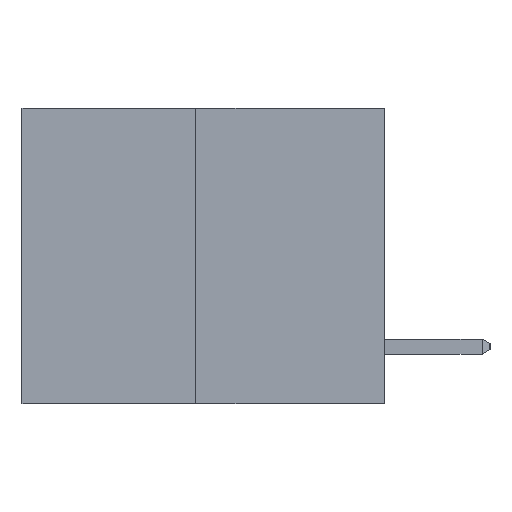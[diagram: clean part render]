
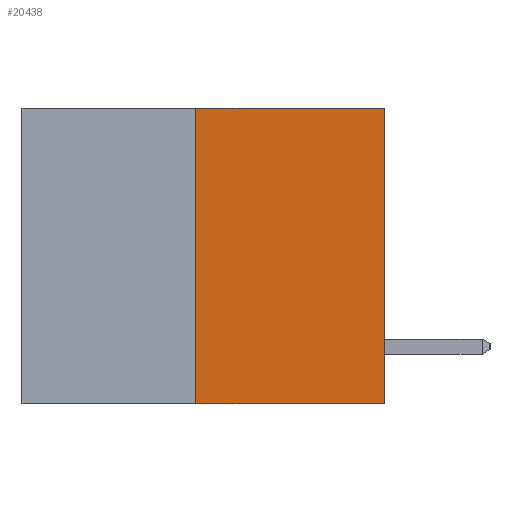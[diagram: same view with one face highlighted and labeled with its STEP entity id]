
A CAD part, left-side view. The second image highlights one B-rep face of the part: STEP entity #20438.
In plain terms, the highlighted planar face has unit normal (-1, 0, 0).
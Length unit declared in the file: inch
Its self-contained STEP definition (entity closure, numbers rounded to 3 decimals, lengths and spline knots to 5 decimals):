
#1127 = ORIENTED_EDGE ( 'NONE', *, *, #18078, .T. ) ;
#1668 = CARTESIAN_POINT ( 'NONE',  ( 0., 0.312, -0.49 ) ) ;
#1714 = EDGE_CURVE ( 'NONE', #1869, #20868, #19394, .T. ) ;
#1869 = VERTEX_POINT ( 'NONE', #16647 ) ;
#2759 = CARTESIAN_POINT ( 'NONE',  ( 0., 0.6, 0. ) ) ;
#3794 = CARTESIAN_POINT ( 'NONE',  ( 0., 0., 0. ) ) ;
#4475 = EDGE_LOOP ( 'NONE', ( #6095, #26003, #1127, #18752 ) ) ;
#5523 = DIRECTION ( 'NONE',  ( 0., 0., 1. ) ) ;
#6060 = VECTOR ( 'NONE', #21835, 39.37008 ) ;
#6095 = ORIENTED_EDGE ( 'NONE', *, *, #1714, .F. ) ;
#8994 = DIRECTION ( 'NONE',  ( 0., 0., -1. ) ) ;
#9089 = VERTEX_POINT ( 'NONE', #13096 ) ;
#13096 = CARTESIAN_POINT ( 'NONE',  ( 0., 0., -0.49 ) ) ;
#13868 = VECTOR ( 'NONE', #15345, 39.37008 ) ;
#13876 = FACE_OUTER_BOUND ( 'NONE', #4475, .T. ) ;
#14436 = EDGE_CURVE ( 'NONE', #1869, #9089, #19406, .T. ) ;
#15090 = PLANE ( 'NONE',  #17559 ) ;
#15345 = DIRECTION ( 'NONE',  ( 0., -1., 0. ) ) ;
#16301 = EDGE_CURVE ( 'NONE', #20868, #18139, #18451, .T. ) ;
#16647 = CARTESIAN_POINT ( 'NONE',  ( 0., 0.312, -0.49 ) ) ;
#16782 = CARTESIAN_POINT ( 'NONE',  ( 0., 0., 0. ) ) ;
#16914 = LINE ( 'NONE', #3794, #18857 ) ;
#17271 = DIRECTION ( 'NONE',  ( 1., 0., 0. ) ) ;
#17559 = AXIS2_PLACEMENT_3D ( 'NONE', #2759, #17271, #8994 ) ;
#18078 = EDGE_CURVE ( 'NONE', #9089, #18139, #16914, .T. ) ;
#18139 = VERTEX_POINT ( 'NONE', #16782 ) ;
#18451 = LINE ( 'NONE', #23423, #20079 ) ;
#18752 = ORIENTED_EDGE ( 'NONE', *, *, #16301, .F. ) ;
#18857 = VECTOR ( 'NONE', #5523, 39.37008 ) ;
#19394 = LINE ( 'NONE', #1668, #6060 ) ;
#19406 = LINE ( 'NONE', #19604, #13868 ) ;
#19604 = CARTESIAN_POINT ( 'NONE',  ( 0., 0.6, -0.49 ) ) ;
#20079 = VECTOR ( 'NONE', #25399, 39.37008 ) ;
#20438 = ADVANCED_FACE ( 'NONE', ( #13876 ), #15090, .F. ) ;
#20868 = VERTEX_POINT ( 'NONE', #23815 ) ;
#21835 = DIRECTION ( 'NONE',  ( 0., 0., 1. ) ) ;
#23423 = CARTESIAN_POINT ( 'NONE',  ( 0., 0.6, 0. ) ) ;
#23815 = CARTESIAN_POINT ( 'NONE',  ( 0., 0.312, 0. ) ) ;
#25399 = DIRECTION ( 'NONE',  ( 0., -1., 0. ) ) ;
#26003 = ORIENTED_EDGE ( 'NONE', *, *, #14436, .T. ) ;
